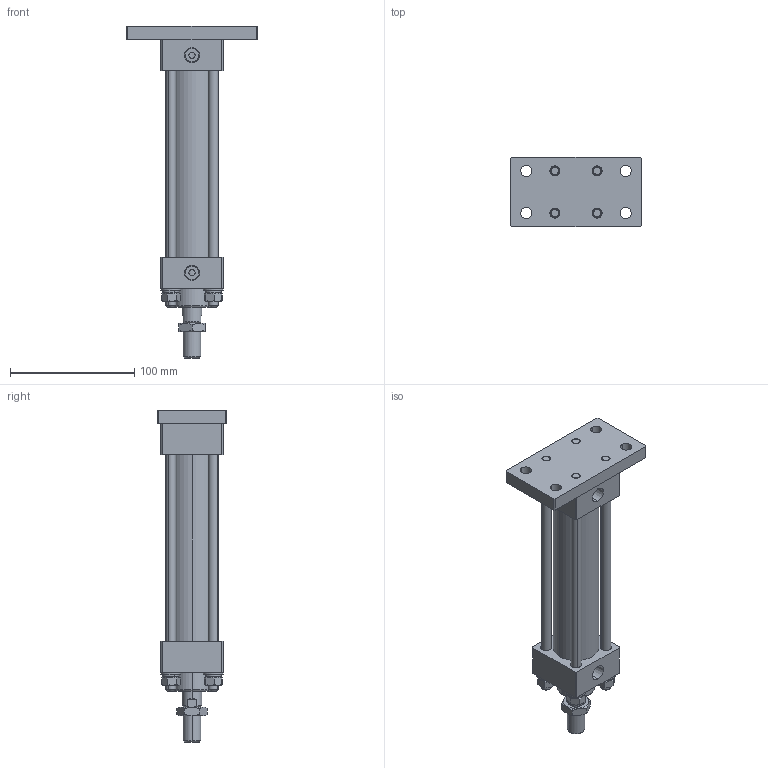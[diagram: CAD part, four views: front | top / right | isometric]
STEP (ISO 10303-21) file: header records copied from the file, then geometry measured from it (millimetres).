
FILE_DESCRIPTION (( 'STEP AP203' ), '1' );
FILE_NAME ('MOB-30-16-100-FB.STEP', '2021-04-28T00:11:59', ( '微软用户' ), ( '微软中国' ), 'SwSTEP 2.0', 'SolidWorks 2012', '' );
FILE_SCHEMA (( 'CONFIG_CONTROL_DESIGN' ));
Length unit declared in the file: millimetre
Products named in the file (11): MOB-30-16-100-FB; MOB-30-16-100-FB楊擘; hex thin nuts-grades ab-chamfered gb_GB_FASTENER_NUT_STNAB M14-N; hex nuts 1-fine pitch-grades ab gb_GB_FASTENER_NUT_SNAB1XY M8X1-N; spring lock washers--normal type gb_GB_FASTENER_WASHER_SW 8; plain washers--product grade c gb_GB_FASTENER_WASHER_SMWC 8; MOB-30-16-100-FA嶺裝; MOB-30-16-100活塞杆; MOB-30-16-100前盖; MOB-30-16-100綴裔; MOB-30-16-100掛极
Assembly tree (22 placements, depth 2):
  MOB-30-16-100-FB
    MOB-30-16-100掛极
    MOB-30-16-100綴裔
    MOB-30-16-100前盖
    MOB-30-16-100活塞杆
    MOB-30-16-100-FA嶺裝  x4
    plain washers--product grade c gb_GB_FASTENER_WASHER_SMWC 8  x4
    spring lock washers--normal type gb_GB_FASTENER_WASHER_SW 8  x4
    hex nuts 1-fine pitch-grades ab gb_GB_FASTENER_NUT_SNAB1XY M8X1-N  x4
    hex thin nuts-grades ab-chamfered gb_GB_FASTENER_NUT_STNAB M14-N
    MOB-30-16-100-FB楊擘
Bounding box: 105 x 56 x 267 mm (x, y, z)
Volume: 338258.8 mm3; surface area: 124320.9 mm2
Topology: 22 solids, 22 shells, 334 faces, 750 edges, 470 vertices
Faces by surface type: cylinder 122, plane 122, cone 72, torus 18
Entity records: 7919 total; most frequent: CARTESIAN_POINT 1443, DIRECTION 1140, ORIENTED_EDGE 960, EDGE_CURVE 480, AXIS2_PLACEMENT_3D 467, VERTEX_POINT 302, EDGE_LOOP 264, CIRCLE 234
